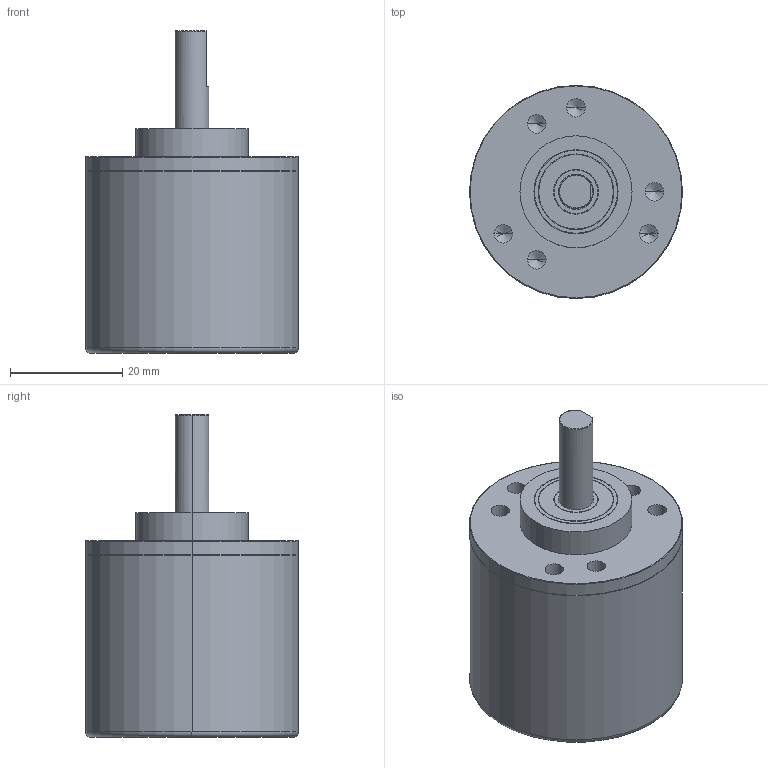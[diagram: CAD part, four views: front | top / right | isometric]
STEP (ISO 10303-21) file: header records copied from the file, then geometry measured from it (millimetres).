
FILE_DESCRIPTION (( 'STEP AP214' ), '1' );
FILE_NAME ('Encoder hn3806.STEP', '2022-04-20T10:11:28', ( '' ), ( '' ), 'SwSTEP 2.0', 'SolidWorks 2020', '' );
FILE_SCHEMA (( 'AUTOMOTIVE_DESIGN' ));
Length unit declared in the file: millimetre
Products named in the file (1): Encoder hn3806
Bounding box: 38 x 38 x 57.6 mm (x, y, z)
Volume: 41513.9 mm3; surface area: 8278.4 mm2
Topology: 1 solids, 1 shells, 68 faces, 149 edges, 88 vertices
Faces by surface type: cylinder 36, plane 15, cone 12, torus 5
Entity records: 2299 total; most frequent: DIRECTION 356, CARTESIAN_POINT 308, ORIENTED_EDGE 274, AXIS2_PLACEMENT_3D 152, EDGE_CURVE 137, VERTEX_POINT 88, EDGE_LOOP 85, CIRCLE 83
